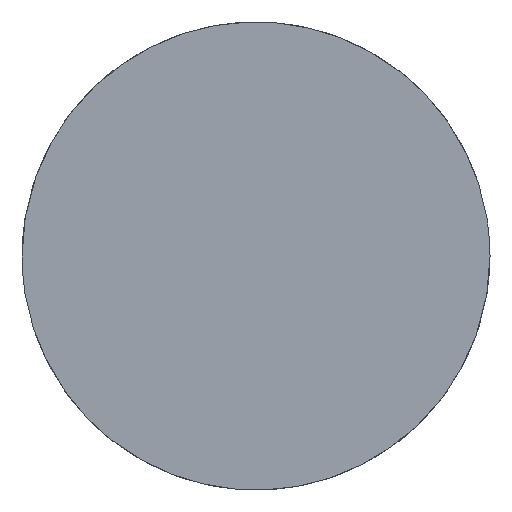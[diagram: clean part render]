
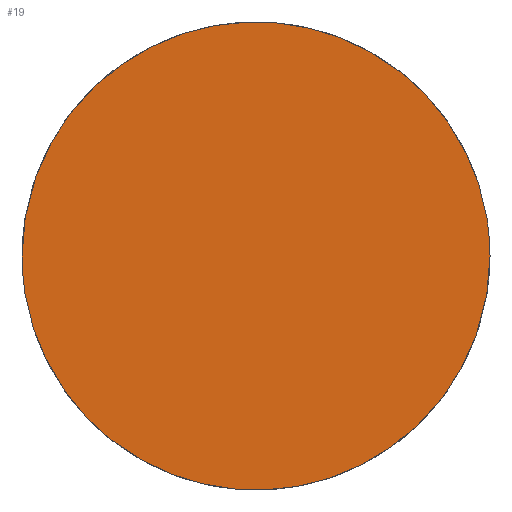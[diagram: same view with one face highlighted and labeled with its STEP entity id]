
A CAD part, top view. The second image highlights one B-rep face of the part: STEP entity #19.
In plain terms, the highlighted planar face has unit normal (0, 0, 1).
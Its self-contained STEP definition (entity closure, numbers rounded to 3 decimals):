
#19=ADVANCED_FACE($,(#35),#176,.T.);
#35=FACE_OUTER_BOUND($,#51,.T.);
#51=EDGE_LOOP($,(#70,#71));
#70=ORIENTED_EDGE($,*,*,#130,.F.);
#71=ORIENTED_EDGE($,*,*,#126,.F.);
#126=EDGE_CURVE($,#156,#158,#210,.T.);
#130=EDGE_CURVE($,#158,#156,#212,.T.);
#156=VERTEX_POINT($,#382);
#158=VERTEX_POINT($,#384);
#176=PLANE($,#310);
#210=(
BOUNDED_CURVE()
B_SPLINE_CURVE(2,(#336,#337,#338,#339,#340),.UNSPECIFIED.,.F.,.F.)
B_SPLINE_CURVE_WITH_KNOTS((3,2,3),(0.,1099.557,2199.115),
.UNSPECIFIED.)
CURVE()
GEOMETRIC_REPRESENTATION_ITEM()
RATIONAL_B_SPLINE_CURVE((1.,0.707,1.,0.707,1.))
REPRESENTATION_ITEM($)
);
#212=(
BOUNDED_CURVE()
B_SPLINE_CURVE(2,(#350,#351,#352,#353,#354),.UNSPECIFIED.,.F.,.F.)
B_SPLINE_CURVE_WITH_KNOTS((3,2,3),(2199.115,3298.672,4398.23),
.UNSPECIFIED.)
CURVE()
GEOMETRIC_REPRESENTATION_ITEM()
RATIONAL_B_SPLINE_CURVE((1.,0.707,1.,0.707,1.))
REPRESENTATION_ITEM($)
);
#310=AXIS2_PLACEMENT_3D($,#370,#323,$);
#323=DIRECTION($,(0.,0.,1.));
#336=CARTESIAN_POINT($,(1400.,700.,735.022));
#337=CARTESIAN_POINT($,(1400.,0.,735.022));
#338=CARTESIAN_POINT($,(700.,0.,735.022));
#339=CARTESIAN_POINT($,(0.,0.,735.022));
#340=CARTESIAN_POINT($,(0.,700.,735.022));
#350=CARTESIAN_POINT($,(0.,700.,735.022));
#351=CARTESIAN_POINT($,(0.,1400.,735.022));
#352=CARTESIAN_POINT($,(700.,1400.,735.022));
#353=CARTESIAN_POINT($,(1400.,1400.,735.022));
#354=CARTESIAN_POINT($,(1400.,700.,735.022));
#370=CARTESIAN_POINT($,(0.,0.,735.022));
#382=CARTESIAN_POINT($,(1400.,700.,735.022));
#384=CARTESIAN_POINT($,(0.,700.,735.022));
